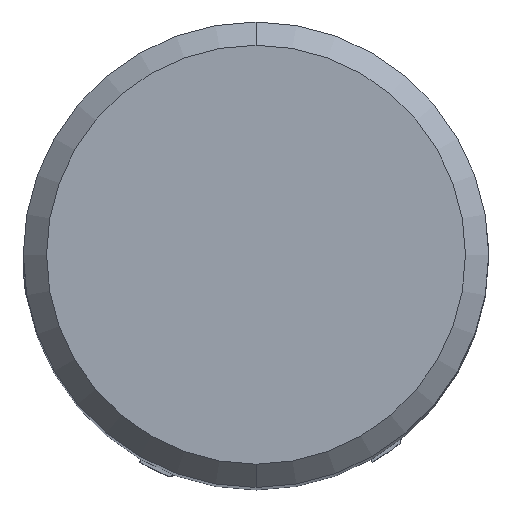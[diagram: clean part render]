
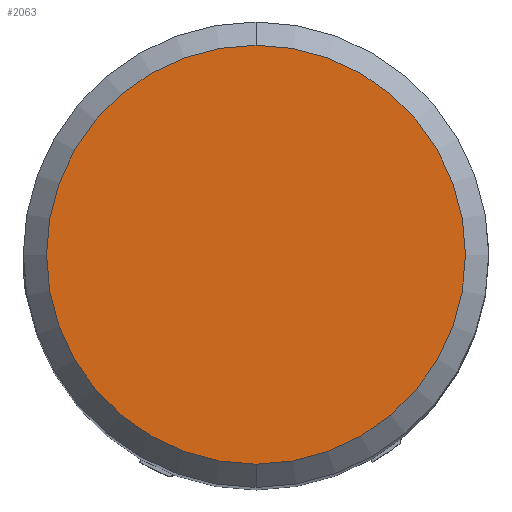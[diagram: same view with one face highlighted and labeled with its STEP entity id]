
A CAD part, top view. The second image highlights one B-rep face of the part: STEP entity #2063.
In plain terms, the highlighted planar face has unit normal (0, 0, 1).
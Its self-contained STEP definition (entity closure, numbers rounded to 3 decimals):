
#1493=EDGE_CURVE('',#2179,#2293,#3210,.T.);
#1745=EDGE_CURVE('',#2293,#2179,#3482,.T.);
#2063=ADVANCED_FACE('',(#3825),#3826,.T.);
#2179=VERTEX_POINT('',#3956);
#2293=VERTEX_POINT('',#4084);
#3210=CIRCLE('',#5829,7.2);
#3482=CIRCLE('',#6362,7.2);
#3825=FACE_OUTER_BOUND('',#7447,.T.);
#3826=PLANE('',#7448);
#3956=CARTESIAN_POINT('',(0.,-7.2,0.0));
#4084=CARTESIAN_POINT('',(0.0,7.2,0.0));
#5829=AXIS2_PLACEMENT_3D('',#9317,#9318,#9319);
#6362=AXIS2_PLACEMENT_3D('',#9564,#9565,#9566);
#7447=EDGE_LOOP('',(#9959,#9960));
#7448=AXIS2_PLACEMENT_3D('',#9961,#9962,#9963);
#9317=CARTESIAN_POINT('',(0.0,0.0,0.0));
#9318=DIRECTION('',(0.0,0.0,-1.0));
#9319=DIRECTION('',(0.0,1.0,0.0));
#9564=CARTESIAN_POINT('',(0.0,0.0,0.0));
#9565=DIRECTION('',(0.0,0.0,-1.0));
#9566=DIRECTION('',(0.0,1.0,0.0));
#9959=ORIENTED_EDGE('',*,*,#1745,.F.);
#9960=ORIENTED_EDGE('',*,*,#1493,.F.);
#9961=CARTESIAN_POINT('',(0.0,3.6,0.0));
#9962=DIRECTION('',(-0.0,0.0,1.0));
#9963=DIRECTION('',(0.0,-1.0,0.0));
